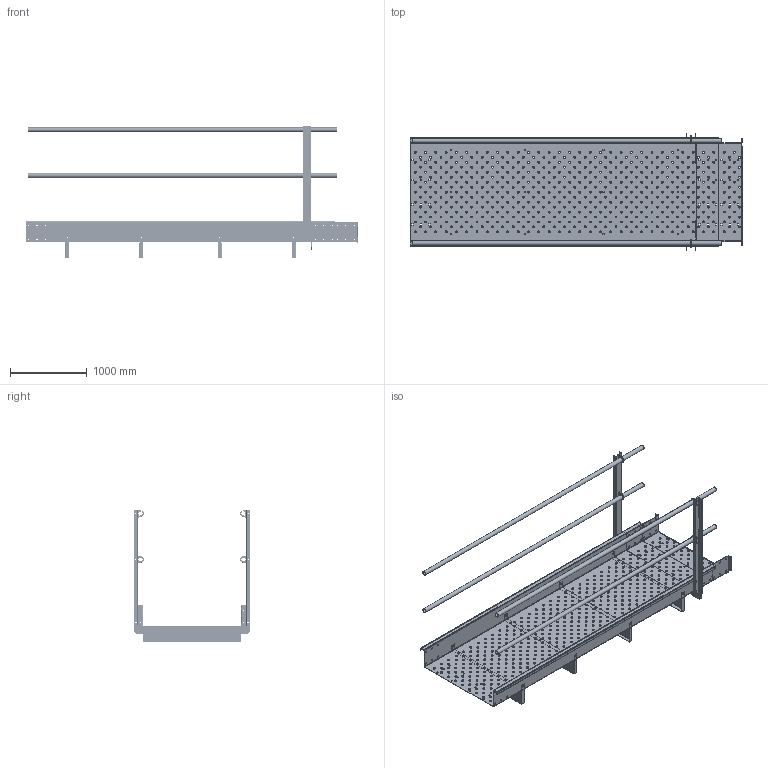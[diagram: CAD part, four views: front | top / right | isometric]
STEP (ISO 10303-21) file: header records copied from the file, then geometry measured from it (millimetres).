
FILE_DESCRIPTION(('FreeCAD Model'),'2;1');
FILE_NAME('Open CASCADE Shape Model','2025-05-01T00:54:06',('FreeCAD'),( 'FreeCAD'),'Open CASCADE STEP processor 7.6','FreeCAD','Unknown');
FILE_SCHEMA(('AUTOMOTIVE_DESIGN { 1 0 10303 214 1 1 1 1 }'));
Products named in the file (1): Open CASCADE STEP translator 7.6 1
Bounding box: 4320.29 x 1520.77 x 1729.61 mm (x, y, z)
Volume: 54985501.8 mm3; surface area: 28614147 mm2
Topology: 50 solids, 58 shells, 2840 faces, 8516 edges, 5768 vertices
Faces by surface type: bspline 2840
Entity records: 250140 total; most frequent: CARTESIAN_POINT 201271, ORIENTED_EDGE 15816, EDGE_CURVE 8516, VERTEX_POINT 5768, B_SPLINE_CURVE_WITH_KNOTS 5224, FACE_BOUND 4420, EDGE_LOOP 4420, ADVANCED_FACE 2840
